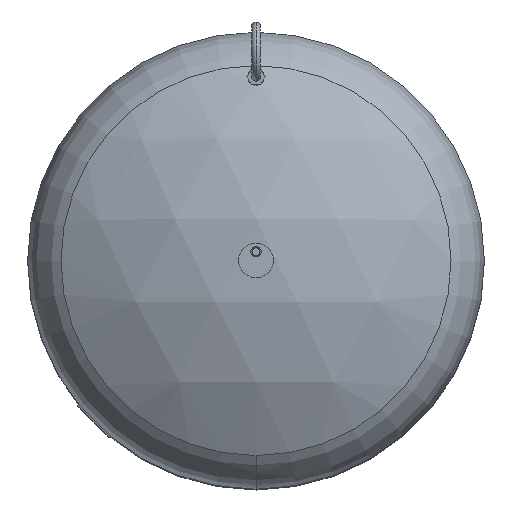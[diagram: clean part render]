
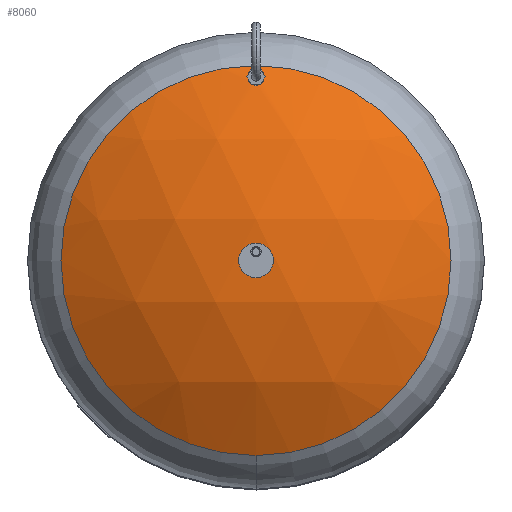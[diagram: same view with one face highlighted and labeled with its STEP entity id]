
A CAD part, top view. The second image highlights one B-rep face of the part: STEP entity #8060.
In plain terms, the highlighted spherical face has radius 509 mm.
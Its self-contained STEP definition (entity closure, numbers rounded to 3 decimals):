
#7859=CARTESIAN_POINT('',(0.,270.639,1152.086));
#7860=VERTEX_POINT('',#7859);
#7876=CARTESIAN_POINT('',(0.,-270.639,1152.086));
#7877=VERTEX_POINT('',#7876);
#7885=CARTESIAN_POINT('',(-270.639,0.,1152.086));
#7886=VERTEX_POINT('',#7885);
#7887=CARTESIAN_POINT('',(0.,0.,1152.086));
#7888=DIRECTION('',(0.0,0.0,-1.0));
#7889=DIRECTION('',(-1.0,0.0,0.0));
#7890=AXIS2_PLACEMENT_3D('',#7887,#7888,#7889);
#7891=CIRCLE('',#7890,270.639);
#7892=EDGE_CURVE('',#7877,#7886,#7891,.T.);
#7894=CARTESIAN_POINT('',(0.,0.,1152.086));
#7895=DIRECTION('',(0.0,0.0,-1.0));
#7896=DIRECTION('',(-1.0,0.0,0.0));
#7897=AXIS2_PLACEMENT_3D('',#7894,#7895,#7896);
#7898=CIRCLE('',#7897,270.639);
#7899=EDGE_CURVE('',#7886,#7860,#7898,.T.);
#7911=CARTESIAN_POINT('',(10.65,255.0,1161.389));
#7912=VERTEX_POINT('',#7911);
#7928=CARTESIAN_POINT('',(-10.65,255.0,1161.389));
#7929=VERTEX_POINT('',#7928);
#7936=CARTESIAN_POINT('',(10.65,255.0,1161.389));
#7937=CARTESIAN_POINT('',(10.65,254.327,1161.779));
#7938=CARTESIAN_POINT('',(10.585,253.627,1162.183));
#7939=CARTESIAN_POINT('',(10.308,252.229,1162.991));
#7940=CARTESIAN_POINT('',(10.095,251.53,1163.394));
#7941=CARTESIAN_POINT('',(9.525,250.18,1164.171));
#7942=CARTESIAN_POINT('',(9.167,249.529,1164.546));
#7943=CARTESIAN_POINT('',(8.326,248.319,1165.241));
#7944=CARTESIAN_POINT('',(7.843,247.759,1165.562));
#7945=CARTESIAN_POINT('',(6.868,246.837,1166.091));
#7946=CARTESIAN_POINT('',(6.359,246.431,1166.323));
#7947=CARTESIAN_POINT('',(5.244,245.707,1166.738));
#7948=CARTESIAN_POINT('',(4.638,245.388,1166.92));
#7949=CARTESIAN_POINT('',(3.366,244.872,1167.215));
#7950=CARTESIAN_POINT('',(2.698,244.674,1167.328));
#7951=CARTESIAN_POINT('',(1.347,244.413,1167.477));
#7952=CARTESIAN_POINT('',(0.664,244.35,1167.513));
#7953=CARTESIAN_POINT('',(-0.664,244.35,1167.513));
#7954=CARTESIAN_POINT('',(-1.347,244.413,1167.477));
#7955=CARTESIAN_POINT('',(-2.698,244.674,1167.328));
#7956=CARTESIAN_POINT('',(-3.366,244.872,1167.215));
#7957=CARTESIAN_POINT('',(-4.638,245.388,1166.92));
#7958=CARTESIAN_POINT('',(-5.244,245.707,1166.738));
#7959=CARTESIAN_POINT('',(-6.359,246.431,1166.323));
#7960=CARTESIAN_POINT('',(-6.868,246.837,1166.091));
#7961=CARTESIAN_POINT('',(-7.843,247.759,1165.562));
#7962=CARTESIAN_POINT('',(-8.326,248.319,1165.241));
#7963=CARTESIAN_POINT('',(-9.167,249.529,1164.546));
#7964=CARTESIAN_POINT('',(-9.525,250.18,1164.171));
#7965=CARTESIAN_POINT('',(-10.095,251.53,1163.394));
#7966=CARTESIAN_POINT('',(-10.308,252.229,1162.991));
#7967=CARTESIAN_POINT('',(-10.585,253.627,1162.183));
#7968=CARTESIAN_POINT('',(-10.65,254.327,1161.779));
#7969=CARTESIAN_POINT('',(-10.65,255.0,1161.389));
#7970=B_SPLINE_CURVE_WITH_KNOTS('',3,(#7936,#7937,#7938,#7939,#7940,#7941,#7942,#7943,#7944,#7945,#7946,#7947,#7948,#7949,#7950,#7951,#7952,#7953,#7954,#7955,#7956,#7957,#7958,#7959,#7960,#7961,#7962,#7963,#7964,#7965,#7966,#7967,#7968,#7969),.UNSPECIFIED.,.F.,.U.,(4,2,2,2,2,2,2,2,2,2,2,2,2,2,2,2,4),(0.0,2.334,4.668,7.002,9.336,11.328,13.32,15.312,17.304,19.296,21.289,23.281,25.273,27.607,29.941,32.275,34.608),.UNSPECIFIED.);
#7971=EDGE_CURVE('',#7912,#7929,#7970,.T.);
#7982=CARTESIAN_POINT('',(-10.65,255.0,1161.389));
#7983=CARTESIAN_POINT('',(-10.65,255.675,1160.998));
#7984=CARTESIAN_POINT('',(-10.585,256.376,1160.592));
#7985=CARTESIAN_POINT('',(-10.307,257.776,1159.779));
#7986=CARTESIAN_POINT('',(-10.093,258.476,1159.372));
#7987=CARTESIAN_POINT('',(-9.522,259.826,1158.586));
#7988=CARTESIAN_POINT('',(-9.164,260.477,1158.207));
#7989=CARTESIAN_POINT('',(-8.322,261.687,1157.5));
#7990=CARTESIAN_POINT('',(-7.838,262.247,1157.173));
#7991=CARTESIAN_POINT('',(-6.863,263.167,1156.635));
#7992=CARTESIAN_POINT('',(-6.355,263.572,1156.398));
#7993=CARTESIAN_POINT('',(-5.242,264.294,1155.974));
#7994=CARTESIAN_POINT('',(-4.637,264.612,1155.788));
#7995=CARTESIAN_POINT('',(-3.365,265.128,1155.485));
#7996=CARTESIAN_POINT('',(-2.698,265.326,1155.369));
#7997=CARTESIAN_POINT('',(-1.347,265.587,1155.216));
#7998=CARTESIAN_POINT('',(-0.664,265.65,1155.179));
#7999=CARTESIAN_POINT('',(0.664,265.65,1155.179));
#8000=CARTESIAN_POINT('',(1.347,265.587,1155.216));
#8001=CARTESIAN_POINT('',(2.698,265.326,1155.369));
#8002=CARTESIAN_POINT('',(3.365,265.128,1155.485));
#8003=CARTESIAN_POINT('',(4.637,264.612,1155.788));
#8004=CARTESIAN_POINT('',(5.242,264.294,1155.974));
#8005=CARTESIAN_POINT('',(6.355,263.572,1156.398));
#8006=CARTESIAN_POINT('',(6.863,263.167,1156.635));
#8007=CARTESIAN_POINT('',(7.838,262.247,1157.173));
#8008=CARTESIAN_POINT('',(8.322,261.687,1157.5));
#8009=CARTESIAN_POINT('',(9.164,260.477,1158.207));
#8010=CARTESIAN_POINT('',(9.522,259.826,1158.586));
#8011=CARTESIAN_POINT('',(10.093,258.476,1159.372));
#8012=CARTESIAN_POINT('',(10.307,257.776,1159.779));
#8013=CARTESIAN_POINT('',(10.585,256.376,1160.592));
#8014=CARTESIAN_POINT('',(10.65,255.675,1160.998));
#8015=CARTESIAN_POINT('',(10.65,255.0,1161.389));
#8016=B_SPLINE_CURVE_WITH_KNOTS('',3,(#7982,#7983,#7984,#7985,#7986,#7987,#7988,#7989,#7990,#7991,#7992,#7993,#7994,#7995,#7996,#7997,#7998,#7999,#8000,#8001,#8002,#8003,#8004,#8005,#8006,#8007,#8008,#8009,#8010,#8011,#8012,#8013,#8014,#8015),.UNSPECIFIED.,.F.,.U.,(4,2,2,2,2,2,2,2,2,2,2,2,2,2,2,2,4),(34.608,36.949,39.289,41.63,43.97,45.963,47.956,49.949,51.942,53.935,55.928,57.921,59.914,62.255,64.595,66.935,69.276),.UNSPECIFIED.);
#8017=EDGE_CURVE('',#7929,#7912,#8016,.T.);
#8040=CARTESIAN_POINT('',(0.,0.,721.0));
#8041=DIRECTION('',(0.0,1.0,0.0));
#8042=DIRECTION('',(1.0,0.0,0.0));
#8043=AXIS2_PLACEMENT_3D('',#8040,#8041,#8042);
#8044=SPHERICAL_SURFACE('',#8043,509.);
#8045=ORIENTED_EDGE('',*,*,#7971,.T.);
#8046=ORIENTED_EDGE('',*,*,#8017,.T.);
#8047=EDGE_LOOP('',(#8045,#8046));
#8048=FACE_OUTER_BOUND('',#8047,.T.);
#8049=ORIENTED_EDGE('',*,*,#7899,.F.);
#8050=ORIENTED_EDGE('',*,*,#7892,.F.);
#8051=CARTESIAN_POINT('',(0.,0.,1152.086));
#8052=DIRECTION('',(0.0,0.0,-1.0));
#8053=DIRECTION('',(-1.0,0.0,0.0));
#8054=AXIS2_PLACEMENT_3D('',#8051,#8052,#8053);
#8055=CIRCLE('',#8054,270.639);
#8056=EDGE_CURVE('',#7860,#7877,#8055,.T.);
#8057=ORIENTED_EDGE('',*,*,#8056,.F.);
#8058=EDGE_LOOP('',(#8049,#8050,#8057));
#8059=FACE_BOUND('',#8058,.T.);
#8060=ADVANCED_FACE('',(#8048,#8059),#8044,.T.);
